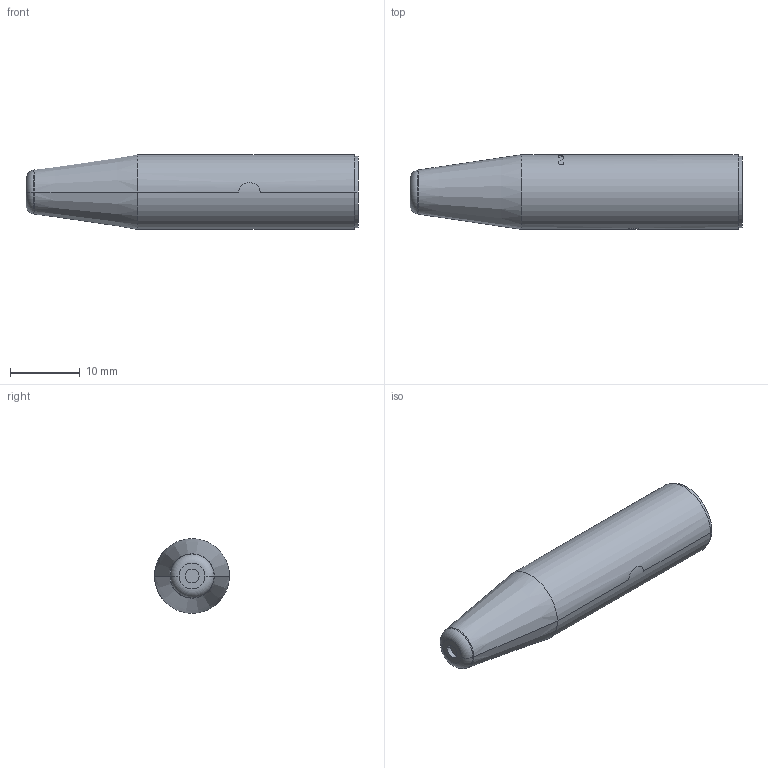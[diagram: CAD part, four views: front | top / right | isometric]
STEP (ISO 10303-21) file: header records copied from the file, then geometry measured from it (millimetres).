
FILE_DESCRIPTION((''),'2;1');
FILE_NAME('RT3MC-B','2021-04-30T',('xhp'),(''),'PRO/ENGINEER BY PARAMETRIC TECHNOLOGY CORPORATION, 2013040','PRO/ENGINEER BY PARAMETRIC TECHNOLOGY CORPORATION, 2013040','');
FILE_SCHEMA(('CONFIG_CONTROL_DESIGN'));
Length unit declared in the file: millimetre
Products named in the file (1): RT3MC-B
Bounding box: 47.54 x 10.72 x 10.7 mm (x, y, z)
Volume: 3251.5 mm3; surface area: 1920.6 mm2
Topology: 1 solids, 1 shells, 188 faces, 507 edges, 330 vertices
Faces by surface type: plane 144, cylinder 20, cone 12, sphere 6, torus 4, extrusion 2
Entity records: 5936 total; most frequent: CARTESIAN_POINT 1230, ORIENTED_EDGE 1002, DIRECTION 910, EDGE_CURVE 501, VECTOR 354, LINE 352, VERTEX_POINT 330, AXIS2_PLACEMENT_3D 278
